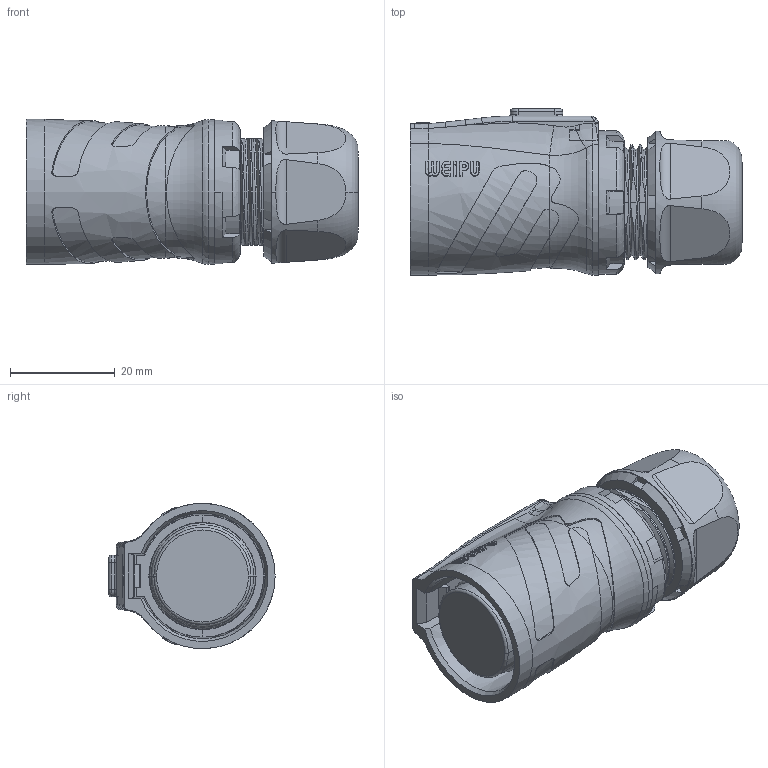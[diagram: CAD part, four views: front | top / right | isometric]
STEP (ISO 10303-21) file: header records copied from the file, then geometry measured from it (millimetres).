
FILE_DESCRIPTION((''),'2;1');
FILE_NAME('WK20_________','2024-09-03T',('Administrator'),(''),'CREO PARAMETRIC BY PTC INC, 2016130','CREO PARAMETRIC BY PTC INC, 2016130','');
FILE_SCHEMA(('CONFIG_CONTROL_DESIGN','GEOMETRIC_VALIDATION_PROPERTIES_MIM'));
Products named in the file (1): WK20_________
Bounding box: 63.5 x 31.8 x 27.76 mm (x, y, z)
Volume: 30492.8 mm3; surface area: 15890.7 mm2
Topology: 2 solids, 15 shells, 893 faces, 2562 edges, 1717 vertices
Faces by surface type: plane 360, bspline 181, cylinder 161, extrusion 79, cone 69, torus 33, revolution 6, sphere 4
Entity records: 43647 total; most frequent: CARTESIAN_POINT 22327, ORIENTED_EDGE 5108, DIRECTION 3358, EDGE_CURVE 2554, VERTEX_POINT 1717, AXIS2_PLACEMENT_3D 1191, B_SPLINE_CURVE_WITH_KNOTS 1184, VECTOR 970
